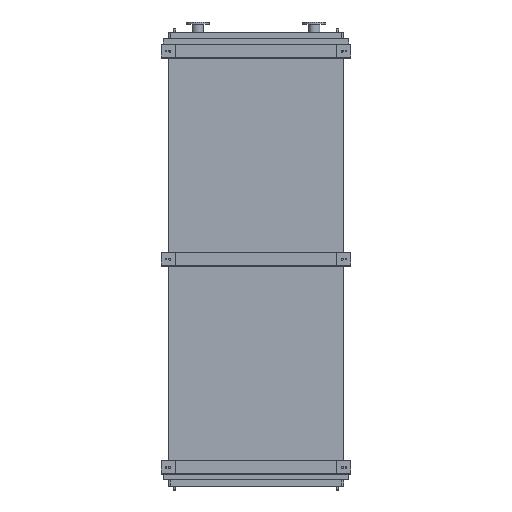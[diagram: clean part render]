
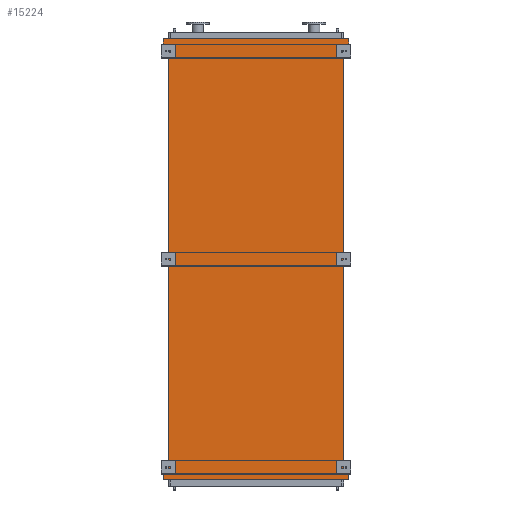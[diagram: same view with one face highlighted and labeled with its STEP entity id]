
A CAD part, front view. The second image highlights one B-rep face of the part: STEP entity #15224.
In plain terms, the highlighted planar face has unit normal (0, -1, 0).
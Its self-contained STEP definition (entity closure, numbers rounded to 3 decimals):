
#145 = ORIENTED_EDGE ( 'NONE', *, *, #18809, .F. ) ;
#549 = AXIS2_PLACEMENT_3D ( 'NONE', #12328, #17324, #2304 ) ;
#1414 = ORIENTED_EDGE ( 'NONE', *, *, #17983, .F. ) ;
#1469 = DIRECTION ( 'NONE',  ( 0., 0., -1. ) ) ;
#1581 = DIRECTION ( 'NONE',  ( 0.655, 0., -0.755 ) ) ;
#2253 = LINE ( 'NONE', #3871, #22237 ) ;
#2304 = DIRECTION ( 'NONE',  ( 0., 0., -1. ) ) ;
#2768 = EDGE_LOOP ( 'NONE', ( #19932, #1414, #15611, #22245, #10616, #23813, #4811, #31067, #12137, #12902, #145, #21119 ) ) ;
#2931 = VECTOR ( 'NONE', #31403, 1000. ) ;
#3508 = VERTEX_POINT ( 'NONE', #22236 ) ;
#3670 = CARTESIAN_POINT ( 'NONE',  ( 845., 0., -4050. ) ) ;
#3871 = CARTESIAN_POINT ( 'NONE',  ( 891., 0., 53. ) ) ;
#3976 = DIRECTION ( 'NONE',  ( -1., 0., 0. ) ) ;
#4214 = DIRECTION ( 'NONE',  ( 0., 0., -1. ) ) ;
#4811 = ORIENTED_EDGE ( 'NONE', *, *, #5829, .F. ) ;
#4842 = CARTESIAN_POINT ( 'NONE',  ( -845., 0., -4050. ) ) ;
#4846 = VECTOR ( 'NONE', #5910, 1000. ) ;
#5829 = EDGE_CURVE ( 'NONE', #10663, #14971, #29358, .T. ) ;
#5910 = DIRECTION ( 'NONE',  ( 1., 0., 0. ) ) ;
#7141 = VERTEX_POINT ( 'NONE', #15824 ) ;
#7544 = VECTOR ( 'NONE', #4214, 1000. ) ;
#8195 = DIRECTION ( 'NONE',  ( 0., 0., 1. ) ) ;
#9052 = CARTESIAN_POINT ( 'NONE',  ( -845., 0., 0. ) ) ;
#9731 = LINE ( 'NONE', #15462, #28628 ) ;
#10101 = VECTOR ( 'NONE', #3976, 1000. ) ;
#10213 = CARTESIAN_POINT ( 'NONE',  ( -891., 0., -4103. ) ) ;
#10616 = ORIENTED_EDGE ( 'NONE', *, *, #18082, .F. ) ;
#10663 = VERTEX_POINT ( 'NONE', #4842 ) ;
#11309 = DIRECTION ( 'NONE',  ( 0., 0., 1. ) ) ;
#11405 = LINE ( 'NONE', #3670, #30313 ) ;
#11623 = CARTESIAN_POINT ( 'NONE',  ( -845., 0., 0. ) ) ;
#11675 = CARTESIAN_POINT ( 'NONE',  ( -845., 0., -4050. ) ) ;
#11709 = CARTESIAN_POINT ( 'NONE',  ( -891., 0., 53. ) ) ;
#12137 = ORIENTED_EDGE ( 'NONE', *, *, #18513, .F. ) ;
#12328 = CARTESIAN_POINT ( 'NONE',  ( -845., 0., -4050. ) ) ;
#12492 = VECTOR ( 'NONE', #11309, 1000. ) ;
#12761 = VECTOR ( 'NONE', #1469, 1000. ) ;
#12902 = ORIENTED_EDGE ( 'NONE', *, *, #18757, .F. ) ;
#13298 = CARTESIAN_POINT ( 'NONE',  ( -891., 0., 95. ) ) ;
#13459 = FACE_OUTER_BOUND ( 'NONE', #2768, .T. ) ;
#14526 = VERTEX_POINT ( 'NONE', #26474 ) ;
#14713 = VERTEX_POINT ( 'NONE', #19583 ) ;
#14971 = VERTEX_POINT ( 'NONE', #9052 ) ;
#15224 = ADVANCED_FACE ( 'NONE', ( #13459 ), #32068, .T. ) ;
#15462 = CARTESIAN_POINT ( 'NONE',  ( -891., 0., -4145. ) ) ;
#15611 = ORIENTED_EDGE ( 'NONE', *, *, #18025, .F. ) ;
#15824 = CARTESIAN_POINT ( 'NONE',  ( -891., 0., -4103. ) ) ;
#15918 = VERTEX_POINT ( 'NONE', #30214 ) ;
#16202 = CARTESIAN_POINT ( 'NONE',  ( 891., 0., -4145. ) ) ;
#16552 = CARTESIAN_POINT ( 'NONE',  ( 891., 0., -4103. ) ) ;
#16791 = VERTEX_POINT ( 'NONE', #16202 ) ;
#17324 = DIRECTION ( 'NONE',  ( 0., -1., 0. ) ) ;
#17431 = EDGE_CURVE ( 'NONE', #3508, #24324, #11405, .T. ) ;
#17932 = LINE ( 'NONE', #10213, #24536 ) ;
#17983 = EDGE_CURVE ( 'NONE', #25186, #24324, #2253, .T. ) ;
#18025 = EDGE_CURVE ( 'NONE', #26030, #25186, #26462, .T. ) ;
#18082 = EDGE_CURVE ( 'NONE', #21665, #14713, #25717, .T. ) ;
#18175 = EDGE_CURVE ( 'NONE', #14971, #21665, #29110, .T. ) ;
#18420 = EDGE_CURVE ( 'NONE', #7141, #10663, #17932, .T. ) ;
#18513 = EDGE_CURVE ( 'NONE', #15918, #7141, #9731, .T. ) ;
#18757 = EDGE_CURVE ( 'NONE', #16791, #15918, #29776, .T. ) ;
#18780 = DIRECTION ( 'NONE',  ( -0.655, 0., -0.755 ) ) ;
#18809 = EDGE_CURVE ( 'NONE', #14526, #16791, #31680, .T. ) ;
#18853 = EDGE_CURVE ( 'NONE', #3508, #14526, #25201, .T. ) ;
#18993 = CARTESIAN_POINT ( 'NONE',  ( 891., 0., 95. ) ) ;
#19353 = CARTESIAN_POINT ( 'NONE',  ( 891., 0., 53. ) ) ;
#19583 = CARTESIAN_POINT ( 'NONE',  ( -891., 0., 95. ) ) ;
#19932 = ORIENTED_EDGE ( 'NONE', *, *, #17431, .T. ) ;
#21102 = DIRECTION ( 'NONE',  ( 0., 0., 1. ) ) ;
#21119 = ORIENTED_EDGE ( 'NONE', *, *, #18853, .F. ) ;
#21665 = VERTEX_POINT ( 'NONE', #29809 ) ;
#22236 = CARTESIAN_POINT ( 'NONE',  ( 845., 0., -4050. ) ) ;
#22237 = VECTOR ( 'NONE', #18780, 1000. ) ;
#22245 = ORIENTED_EDGE ( 'NONE', *, *, #29995, .F. ) ;
#22616 = VECTOR ( 'NONE', #26445, 1000. ) ;
#23813 = ORIENTED_EDGE ( 'NONE', *, *, #18175, .F. ) ;
#24324 = VERTEX_POINT ( 'NONE', #30337 ) ;
#24536 = VECTOR ( 'NONE', #27175, 1000. ) ;
#24849 = CARTESIAN_POINT ( 'NONE',  ( 891., 0., 95. ) ) ;
#25186 = VERTEX_POINT ( 'NONE', #19353 ) ;
#25201 = LINE ( 'NONE', #31428, #30915 ) ;
#25717 = LINE ( 'NONE', #11709, #12492 ) ;
#26030 = VERTEX_POINT ( 'NONE', #24849 ) ;
#26445 = DIRECTION ( 'NONE',  ( -0.655, 0., 0.755 ) ) ;
#26462 = LINE ( 'NONE', #18993, #7544 ) ;
#26474 = CARTESIAN_POINT ( 'NONE',  ( 891., 0., -4103. ) ) ;
#27175 = DIRECTION ( 'NONE',  ( 0.655, 0., 0.755 ) ) ;
#28628 = VECTOR ( 'NONE', #8195, 1000. ) ;
#28634 = CARTESIAN_POINT ( 'NONE',  ( 891., 0., -4145. ) ) ;
#29110 = LINE ( 'NONE', #11623, #22616 ) ;
#29358 = LINE ( 'NONE', #11675, #2931 ) ;
#29776 = LINE ( 'NONE', #28634, #10101 ) ;
#29809 = CARTESIAN_POINT ( 'NONE',  ( -891., 0., 53. ) ) ;
#29995 = EDGE_CURVE ( 'NONE', #14713, #26030, #31101, .T. ) ;
#30214 = CARTESIAN_POINT ( 'NONE',  ( -891., 0., -4145. ) ) ;
#30313 = VECTOR ( 'NONE', #21102, 1000. ) ;
#30337 = CARTESIAN_POINT ( 'NONE',  ( 845., 0., 0. ) ) ;
#30915 = VECTOR ( 'NONE', #1581, 1000. ) ;
#31067 = ORIENTED_EDGE ( 'NONE', *, *, #18420, .F. ) ;
#31101 = LINE ( 'NONE', #13298, #4846 ) ;
#31403 = DIRECTION ( 'NONE',  ( 0., 0., 1. ) ) ;
#31428 = CARTESIAN_POINT ( 'NONE',  ( 845., 0., -4050. ) ) ;
#31680 = LINE ( 'NONE', #16552, #12761 ) ;
#32068 = PLANE ( 'NONE',  #549 ) ;
